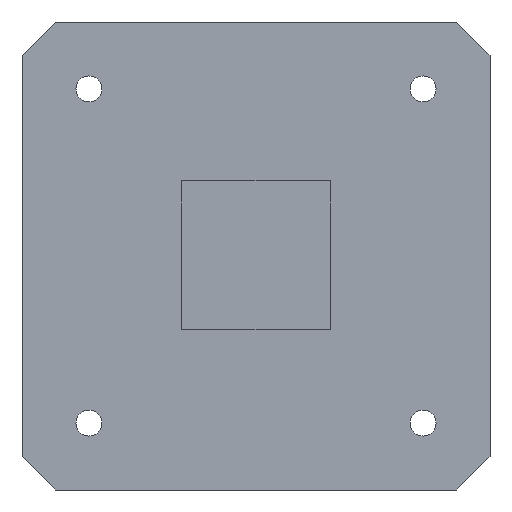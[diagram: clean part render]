
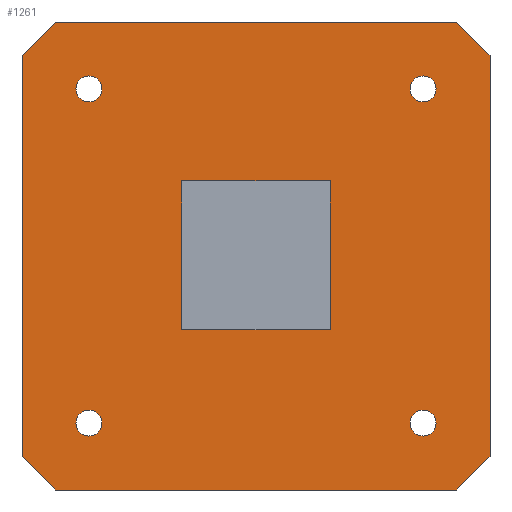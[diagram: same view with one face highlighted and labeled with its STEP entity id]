
A CAD part, front view. The second image highlights one B-rep face of the part: STEP entity #1261.
In plain terms, the highlighted planar face has unit normal (0, -1, 0).
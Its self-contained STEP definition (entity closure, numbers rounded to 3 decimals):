
#59=FACE_BOUND('',#173,.T.);
#60=FACE_BOUND('',#174,.T.);
#61=FACE_BOUND('',#175,.T.);
#62=FACE_BOUND('',#176,.T.);
#63=FACE_BOUND('',#177,.T.);
#74=CIRCLE('',#1363,1.55);
#75=CIRCLE('',#1364,1.55);
#76=CIRCLE('',#1365,1.55);
#77=CIRCLE('',#1366,1.55);
#97=FACE_OUTER_BOUND('',#172,.T.);
#172=EDGE_LOOP('',(#913,#914,#915,#916,#917,#918,#919,#920));
#173=EDGE_LOOP('',(#921,#922,#923,#924));
#174=EDGE_LOOP('',(#925));
#175=EDGE_LOOP('',(#926));
#176=EDGE_LOOP('',(#927));
#177=EDGE_LOOP('',(#928));
#235=LINE('',#1702,#385);
#239=LINE('',#1710,#389);
#242=LINE('',#1716,#392);
#245=LINE('',#1721,#395);
#272=LINE('',#1776,#422);
#275=LINE('',#1781,#425);
#277=LINE('',#1785,#427);
#279=LINE('',#1789,#429);
#281=LINE('',#1802,#431);
#282=LINE('',#1805,#432);
#283=LINE('',#1807,#433);
#284=LINE('',#1808,#434);
#385=VECTOR('',#1412,10.);
#389=VECTOR('',#1418,10.);
#392=VECTOR('',#1423,10.);
#395=VECTOR('',#1428,10.);
#422=VECTOR('',#1475,10.);
#425=VECTOR('',#1480,10.);
#427=VECTOR('',#1484,10.);
#429=VECTOR('',#1488,10.);
#431=VECTOR('',#1502,10.);
#432=VECTOR('',#1505,10.);
#433=VECTOR('',#1506,10.);
#434=VECTOR('',#1507,10.);
#535=VERTEX_POINT('',#1700);
#536=VERTEX_POINT('',#1701);
#539=VERTEX_POINT('',#1709);
#541=VERTEX_POINT('',#1715);
#559=VERTEX_POINT('',#1773);
#560=VERTEX_POINT('',#1775);
#561=VERTEX_POINT('',#1779);
#562=VERTEX_POINT('',#1783);
#563=VERTEX_POINT('',#1787);
#568=VERTEX_POINT('',#1800);
#569=VERTEX_POINT('',#1804);
#570=VERTEX_POINT('',#1806);
#571=VERTEX_POINT('',#1809);
#572=VERTEX_POINT('',#1811);
#573=VERTEX_POINT('',#1813);
#574=VERTEX_POINT('',#1815);
#651=EDGE_CURVE('',#535,#536,#235,.T.);
#655=EDGE_CURVE('',#536,#539,#239,.T.);
#658=EDGE_CURVE('',#539,#541,#242,.T.);
#661=EDGE_CURVE('',#541,#535,#245,.T.);
#688=EDGE_CURVE('',#559,#560,#272,.T.);
#691=EDGE_CURVE('',#561,#559,#275,.T.);
#693=EDGE_CURVE('',#562,#561,#277,.T.);
#695=EDGE_CURVE('',#563,#562,#279,.T.);
#701=EDGE_CURVE('',#568,#563,#281,.T.);
#702=EDGE_CURVE('',#569,#568,#282,.T.);
#703=EDGE_CURVE('',#570,#569,#283,.T.);
#704=EDGE_CURVE('',#560,#570,#284,.T.);
#705=EDGE_CURVE('',#571,#571,#74,.T.);
#706=EDGE_CURVE('',#572,#572,#75,.T.);
#707=EDGE_CURVE('',#573,#573,#76,.T.);
#708=EDGE_CURVE('',#574,#574,#77,.T.);
#913=ORIENTED_EDGE('',*,*,#701,.F.);
#914=ORIENTED_EDGE('',*,*,#702,.F.);
#915=ORIENTED_EDGE('',*,*,#703,.F.);
#916=ORIENTED_EDGE('',*,*,#704,.F.);
#917=ORIENTED_EDGE('',*,*,#688,.F.);
#918=ORIENTED_EDGE('',*,*,#691,.F.);
#919=ORIENTED_EDGE('',*,*,#693,.F.);
#920=ORIENTED_EDGE('',*,*,#695,.F.);
#921=ORIENTED_EDGE('',*,*,#651,.T.);
#922=ORIENTED_EDGE('',*,*,#655,.T.);
#923=ORIENTED_EDGE('',*,*,#658,.T.);
#924=ORIENTED_EDGE('',*,*,#661,.T.);
#925=ORIENTED_EDGE('',*,*,#705,.F.);
#926=ORIENTED_EDGE('',*,*,#706,.F.);
#927=ORIENTED_EDGE('',*,*,#707,.F.);
#928=ORIENTED_EDGE('',*,*,#708,.F.);
#1204=PLANE('',#1362);
#1261=ADVANCED_FACE('',(#97,#59,#60,#61,#62,#63),#1204,.F.);
#1362=AXIS2_PLACEMENT_3D('',#1803,#1503,#1504);
#1363=AXIS2_PLACEMENT_3D('',#1810,#1508,#1509);
#1364=AXIS2_PLACEMENT_3D('',#1812,#1510,#1511);
#1365=AXIS2_PLACEMENT_3D('',#1814,#1512,#1513);
#1366=AXIS2_PLACEMENT_3D('',#1816,#1514,#1515);
#1412=DIRECTION('',(1.,0.,0.));
#1418=DIRECTION('',(0.,0.,-1.));
#1423=DIRECTION('',(-1.,0.,0.));
#1428=DIRECTION('',(0.,0.,1.));
#1475=DIRECTION('',(-0.707,0.,-0.707));
#1480=DIRECTION('',(0.,0.,-1.));
#1484=DIRECTION('',(0.707,0.,-0.707));
#1488=DIRECTION('',(1.,0.,0.));
#1502=DIRECTION('',(0.707,0.,0.707));
#1503=DIRECTION('center_axis',(0.,1.,0.));
#1504=DIRECTION('ref_axis',(0.,0.,1.));
#1505=DIRECTION('',(0.,0.,1.));
#1506=DIRECTION('',(-0.707,0.,0.707));
#1507=DIRECTION('',(-1.,0.,0.));
#1508=DIRECTION('center_axis',(0.,-1.,0.));
#1509=DIRECTION('ref_axis',(1.,0.,0.));
#1510=DIRECTION('center_axis',(0.,-1.,0.));
#1511=DIRECTION('ref_axis',(1.,0.,0.));
#1512=DIRECTION('center_axis',(0.,-1.,0.));
#1513=DIRECTION('ref_axis',(1.,0.,0.));
#1514=DIRECTION('center_axis',(0.,-1.,0.));
#1515=DIRECTION('ref_axis',(1.,0.,0.));
#1700=CARTESIAN_POINT('',(-8.9,0.,8.988));
#1701=CARTESIAN_POINT('',(8.9,0.,8.988));
#1702=CARTESIAN_POINT('',(4.45,0.,8.988));
#1709=CARTESIAN_POINT('',(8.9,0.,-8.812));
#1710=CARTESIAN_POINT('',(8.9,0.,-4.406));
#1715=CARTESIAN_POINT('',(-8.9,0.,-8.812));
#1716=CARTESIAN_POINT('',(-4.45,0.,-8.812));
#1721=CARTESIAN_POINT('',(-8.9,0.,4.494));
#1773=CARTESIAN_POINT('',(28.,0.,-24.));
#1775=CARTESIAN_POINT('',(24.,0.,-28.));
#1776=CARTESIAN_POINT('',(26.,0.,-26.));
#1779=CARTESIAN_POINT('',(28.,0.,24.));
#1781=CARTESIAN_POINT('',(28.,0.,28.));
#1783=CARTESIAN_POINT('',(24.,0.,28.));
#1785=CARTESIAN_POINT('',(26.,0.,26.));
#1787=CARTESIAN_POINT('',(-24.,0.,28.));
#1789=CARTESIAN_POINT('',(-28.,0.,28.));
#1800=CARTESIAN_POINT('',(-28.,0.,24.));
#1802=CARTESIAN_POINT('',(-26.,0.,26.));
#1803=CARTESIAN_POINT('Origin',(0.,0.,0.));
#1804=CARTESIAN_POINT('',(-28.,0.,-24.));
#1805=CARTESIAN_POINT('',(-28.,0.,-28.));
#1806=CARTESIAN_POINT('',(-24.,0.,-28.));
#1807=CARTESIAN_POINT('',(-26.,0.,-26.));
#1808=CARTESIAN_POINT('',(28.,0.,-28.));
#1809=CARTESIAN_POINT('',(-21.55,0.,20.));
#1810=CARTESIAN_POINT('Origin',(-20.,0.,20.));
#1811=CARTESIAN_POINT('',(-21.55,0.,-20.));
#1812=CARTESIAN_POINT('Origin',(-20.,0.,-20.));
#1813=CARTESIAN_POINT('',(18.45,0.,20.));
#1814=CARTESIAN_POINT('Origin',(20.,0.,20.));
#1815=CARTESIAN_POINT('',(18.45,0.,-20.));
#1816=CARTESIAN_POINT('Origin',(20.,0.,-20.));
